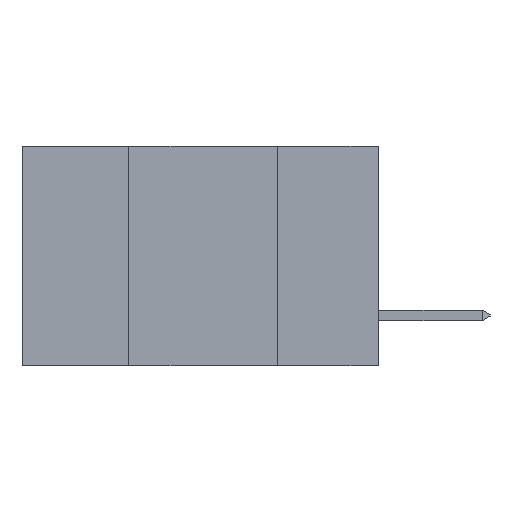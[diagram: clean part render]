
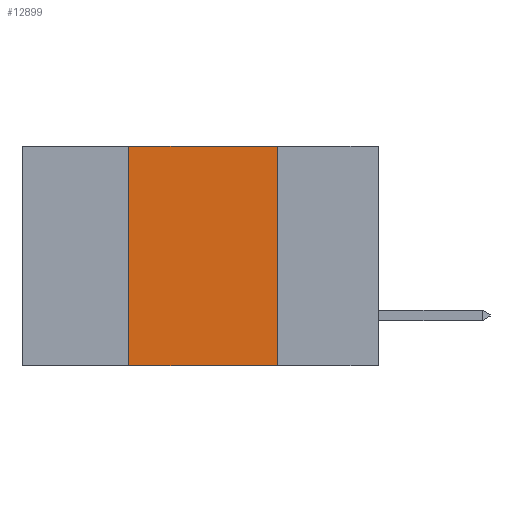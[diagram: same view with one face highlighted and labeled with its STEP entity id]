
A CAD part, left-side view. The second image highlights one B-rep face of the part: STEP entity #12899.
In plain terms, the highlighted planar face has unit normal (-1, 0, 0).
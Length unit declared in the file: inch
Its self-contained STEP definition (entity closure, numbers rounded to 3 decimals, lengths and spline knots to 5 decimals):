
#83 = LINE ( 'NONE', #11269, #13514 ) ;
#150 = VECTOR ( 'NONE', #12061, 39.37008 ) ;
#501 = ORIENTED_EDGE ( 'NONE', *, *, #5641, .T. ) ;
#600 = DIRECTION ( 'NONE',  ( 1., 0., 0. ) ) ;
#1701 = ORIENTED_EDGE ( 'NONE', *, *, #9171, .F. ) ;
#1843 = VERTEX_POINT ( 'NONE', #8145 ) ;
#3013 = CARTESIAN_POINT ( 'NONE',  ( 0., 0.6, 0. ) ) ;
#3260 = ORIENTED_EDGE ( 'NONE', *, *, #7884, .F. ) ;
#4150 = ORIENTED_EDGE ( 'NONE', *, *, #8307, .F. ) ;
#5155 = DIRECTION ( 'NONE',  ( 0., 0., 1. ) ) ;
#5641 = EDGE_CURVE ( 'NONE', #14866, #14173, #16695, .T. ) ;
#6503 = CARTESIAN_POINT ( 'NONE',  ( 0., 0.42, 0. ) ) ;
#7502 = CARTESIAN_POINT ( 'NONE',  ( 0., 0.42, -0.37 ) ) ;
#7806 = FACE_OUTER_BOUND ( 'NONE', #15673, .T. ) ;
#7884 = EDGE_CURVE ( 'NONE', #16016, #1843, #13968, .T. ) ;
#7920 = CARTESIAN_POINT ( 'NONE',  ( 0., 0.17, -0.37 ) ) ;
#7996 = VECTOR ( 'NONE', #5155, 39.37008 ) ;
#8145 = CARTESIAN_POINT ( 'NONE',  ( 0., 0.17, 0. ) ) ;
#8307 = EDGE_CURVE ( 'NONE', #14866, #16016, #11373, .T. ) ;
#9171 = EDGE_CURVE ( 'NONE', #1843, #14173, #83, .T. ) ;
#9662 = DIRECTION ( 'NONE',  ( 0., -1., 0. ) ) ;
#9796 = DIRECTION ( 'NONE',  ( 0., 0., -1. ) ) ;
#10070 = DIRECTION ( 'NONE',  ( 0., 0., -1. ) ) ;
#10196 = AXIS2_PLACEMENT_3D ( 'NONE', #16001, #600, #9796 ) ;
#11269 = CARTESIAN_POINT ( 'NONE',  ( 0., 0.17, 0. ) ) ;
#11373 = LINE ( 'NONE', #6503, #7996 ) ;
#12061 = DIRECTION ( 'NONE',  ( 0., -1., 0. ) ) ;
#12629 = CARTESIAN_POINT ( 'NONE',  ( 0., 0.6, -0.37 ) ) ;
#12899 = ADVANCED_FACE ( 'NONE', ( #7806 ), #14769, .F. ) ;
#12995 = CARTESIAN_POINT ( 'NONE',  ( 0., 0.42, 0. ) ) ;
#13514 = VECTOR ( 'NONE', #10070, 39.37008 ) ;
#13968 = LINE ( 'NONE', #3013, #150 ) ;
#14173 = VERTEX_POINT ( 'NONE', #7920 ) ;
#14769 = PLANE ( 'NONE',  #10196 ) ;
#14866 = VERTEX_POINT ( 'NONE', #7502 ) ;
#15673 = EDGE_LOOP ( 'NONE', ( #1701, #3260, #4150, #501 ) ) ;
#16001 = CARTESIAN_POINT ( 'NONE',  ( 0., 0.6, 0. ) ) ;
#16016 = VERTEX_POINT ( 'NONE', #12995 ) ;
#16325 = VECTOR ( 'NONE', #9662, 39.37008 ) ;
#16695 = LINE ( 'NONE', #12629, #16325 ) ;
